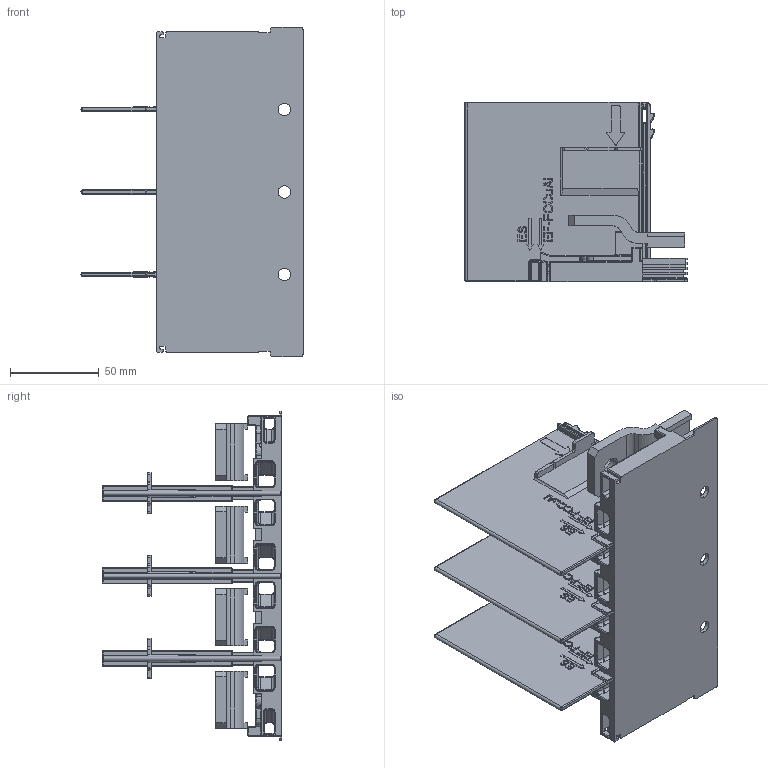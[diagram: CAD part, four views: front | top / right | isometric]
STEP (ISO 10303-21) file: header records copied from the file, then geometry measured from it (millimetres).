
FILE_DESCRIPTION((''),'2;1');
FILE_NAME('1SDH002065A1158_IGES','2022-01-27T12:17:25',('ITMADEL7'),(''),'CREO PARAMETRIC BY PTC INC, 2019030','CREO PARAMETRIC BY PTC INC, 2019030','');
FILE_SCHEMA(('AUTOMOTIVE_DESIGN { 1 0 10303 214 1 1 1 1 }'));
Products named in the file (1): 1SDH002065A1158_IGES
Bounding box: 125 x 101 x 185.5 mm (x, y, z)
Volume: 244311.6 mm3; surface area: 170451.1 mm2
Topology: 5 solids, 5 shells, 4143 faces, 10858 edges, 6816 vertices
Faces by surface type: plane 2420, cylinder 1064, torus 310, bspline 170, sphere 127, cone 52
Entity records: 143162 total; most frequent: CARTESIAN_POINT 39545, ORIENTED_EDGE 21716, DIRECTION 20593, EDGE_CURVE 10858, VECTOR 7863, LINE 7863, VERTEX_POINT 6816, AXIS2_PLACEMENT_3D 6365
